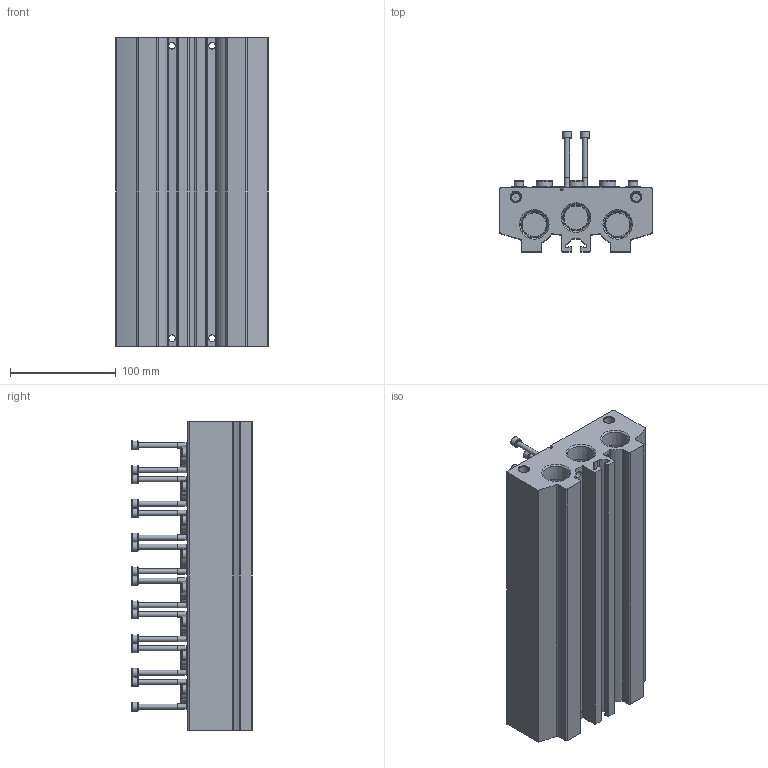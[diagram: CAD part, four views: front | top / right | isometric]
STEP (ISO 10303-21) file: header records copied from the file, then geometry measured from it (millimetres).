
FILE_DESCRIPTION(/* description */ ('STEP AP214'),/* implementation_level */ '2;1');
FILE_NAME(/* name */ '8026374_VABM-B10-30E-N34-8',/* time_stamp */ '2024-09-15T23:15:05+02:00',/* author */ ('License CC BY-ND 4.0'),/* organization */ ('CADENAS'),/* preprocessor_version */ 'ST-DEVELOPER v19.3',/* originating_system */ 'PARTsolutions',/* authorisation */ ' ');
FILE_SCHEMA (('AUTOMOTIVE_DESIGN {1 0 10303 214 3 1 1}'));
Length unit declared in the file: millimetre
Products named in the file (7): 8026374 VABM-B10-30E-N34-8; 8026374 VABM-B10-30E-N34-8---(M); 1658619 VUVS-G3-3---(S); 2191444 F-M5x60-10.9; 1354302 VUVS-G18---(S); 31786 B-3/4-NPT---(Plug); 173985 B-1/8-NPT---(Plug)
Assembly tree (46 placements, depth 2):
  8026374 VABM-B10-30E-N34-8
    8026374 VABM-B10-30E-N34-8---(M)
    1658619 VUVS-G3-3---(S)  x8
    2191444 F-M5x60-10.9  x16
    1354302 VUVS-G18---(S)  x16
    31786 B-3/4-NPT---(Plug)  x3
    173985 B-1/8-NPT---(Plug)  x2
Bounding box: 144 x 113.9 x 292 mm (x, y, z)
Volume: 1800251.3 mm3; surface area: 334563.6 mm2
Topology: 46 solids, 46 shells, 1786 faces, 4186 edges, 2651 vertices
Faces by surface type: plane 816, cylinder 511, cone 363, torus 96
Full cylindrical faces by diameter (mm): 3.5 x1, 4.134 x19, 4.366 x2, 4.75 x16, 5 x16, 5.5 x16, 6 x16, 6.3 x4, 8.2 x2, 8.5 x16, 8.9 x16, 9 x24, 10.8 x16, 12 x24, 14.288 x3, 15 x16, 15.1 x24, 18.1 x24, 22.8 x3
Entity records: 14622 total; most frequent: CARTESIAN_POINT 2971, DIRECTION 2424, ORIENTED_EDGE 1992, EDGE_CURVE 996, AXIS2_PLACEMENT_3D 957, FACE_BOUND 844, EDGE_LOOP 822, VERTEX_POINT 762
